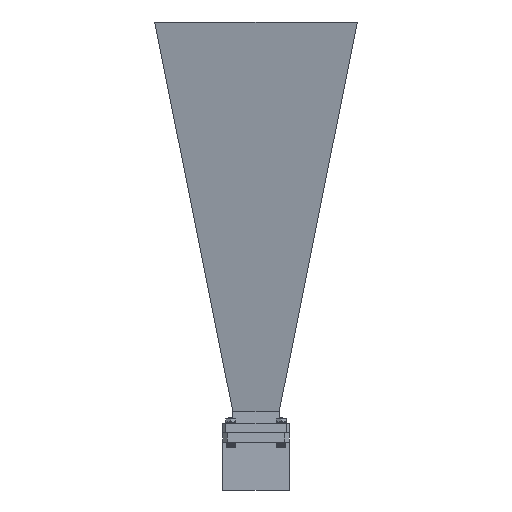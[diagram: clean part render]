
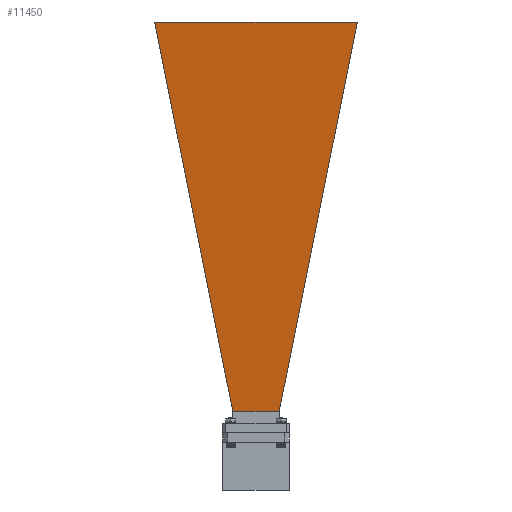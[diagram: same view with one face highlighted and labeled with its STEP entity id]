
A CAD part, front view. The second image highlights one B-rep face of the part: STEP entity #11450.
In plain terms, the highlighted face is planar.
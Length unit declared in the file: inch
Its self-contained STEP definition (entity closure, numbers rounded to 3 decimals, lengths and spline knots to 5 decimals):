
#8 = EDGE_CURVE ( 'NONE', #9105, #1829, #3461, .T. ) ;
#1131 = CARTESIAN_POINT ( 'NONE',  ( -1.13041, 0., 6.90335 ) ) ;
#1753 = EDGE_CURVE ( 'NONE', #10956, #9105, #4993, .T. ) ;
#1829 = VERTEX_POINT ( 'NONE', #1878 ) ;
#1854 = CARTESIAN_POINT ( 'NONE',  ( -0.33366, 0.58908, 1.9622 ) ) ;
#1878 = CARTESIAN_POINT ( 'NONE',  ( -0.33366, -0.58908, 1.9622 ) ) ;
#2086 = VECTOR ( 'NONE', #11491, 39.37008 ) ;
#3461 = LINE ( 'NONE', #7926, #2086 ) ;
#3725 = DIRECTION ( 'NONE',  ( 0., -1., 0. ) ) ;
#3840 = EDGE_CURVE ( 'NONE', #8912, #10956, #8712, .T. ) ;
#4214 = EDGE_CURVE ( 'NONE', #8912, #1829, #12731, .T. ) ;
#4460 = ORIENTED_EDGE ( 'NONE', *, *, #8, .F. ) ;
#4528 = VECTOR ( 'NONE', #6612, 39.37008 ) ;
#4993 = LINE ( 'NONE', #13101, #11227 ) ;
#6037 = DIRECTION ( 'NONE',  ( 0., -1., 0. ) ) ;
#6419 = CARTESIAN_POINT ( 'NONE',  ( -1.93018, 2.5744, 11.86327 ) ) ;
#6612 = DIRECTION ( 'NONE',  ( -0.156, 0.194, 0.968 ) ) ;
#6914 = DIRECTION ( 'NONE',  ( -0.159, 0., 0.987 ) ) ;
#7926 = CARTESIAN_POINT ( 'NONE',  ( -1.93018, -2.5744, 11.86327 ) ) ;
#8706 = AXIS2_PLACEMENT_3D ( 'NONE', #1131, #12503, #6914 ) ;
#8712 = LINE ( 'NONE', #1854, #4528 ) ;
#8912 = VERTEX_POINT ( 'NONE', #14121 ) ;
#9105 = VERTEX_POINT ( 'NONE', #11086 ) ;
#10956 = VERTEX_POINT ( 'NONE', #6419 ) ;
#11086 = CARTESIAN_POINT ( 'NONE',  ( -1.93018, -2.5744, 11.86327 ) ) ;
#11227 = VECTOR ( 'NONE', #6037, 39.37008 ) ;
#11319 = ORIENTED_EDGE ( 'NONE', *, *, #1753, .F. ) ;
#11450 = ADVANCED_FACE ( 'NONE', ( #12657 ), #13678, .T. ) ;
#11452 = ORIENTED_EDGE ( 'NONE', *, *, #3840, .F. ) ;
#11491 = DIRECTION ( 'NONE',  ( 0.156, 0.194, -0.968 ) ) ;
#11612 = CARTESIAN_POINT ( 'NONE',  ( -0.33366, 0., 1.9622 ) ) ;
#12478 = EDGE_LOOP ( 'NONE', ( #4460, #11319, #11452, #13197 ) ) ;
#12503 = DIRECTION ( 'NONE',  ( -0.987, 0., -0.159 ) ) ;
#12657 = FACE_OUTER_BOUND ( 'NONE', #12478, .T. ) ;
#12731 = LINE ( 'NONE', #11612, #14352 ) ;
#13101 = CARTESIAN_POINT ( 'NONE',  ( -1.93018, 0., 11.86327 ) ) ;
#13197 = ORIENTED_EDGE ( 'NONE', *, *, #4214, .T. ) ;
#13678 = PLANE ( 'NONE',  #8706 ) ;
#14121 = CARTESIAN_POINT ( 'NONE',  ( -0.33366, 0.58908, 1.9622 ) ) ;
#14352 = VECTOR ( 'NONE', #3725, 39.37008 ) ;
